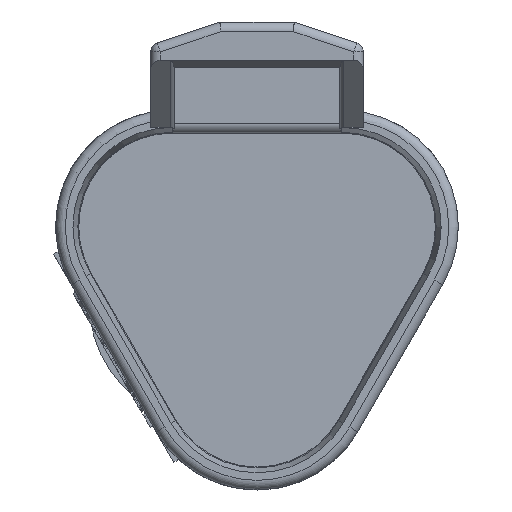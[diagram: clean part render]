
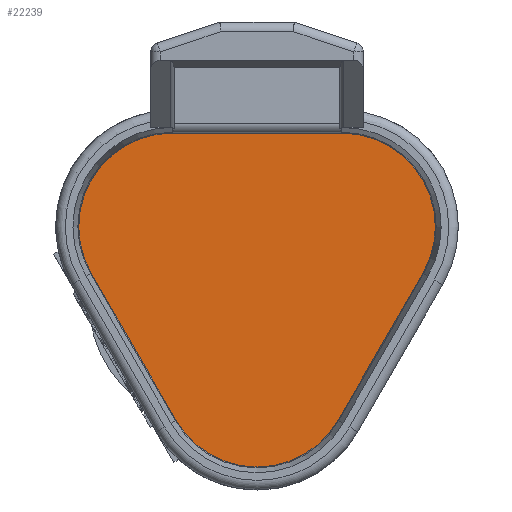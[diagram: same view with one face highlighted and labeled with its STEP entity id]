
A CAD part, front view. The second image highlights one B-rep face of the part: STEP entity #22239.
In plain terms, the highlighted planar face has unit normal (0, -1, 0).
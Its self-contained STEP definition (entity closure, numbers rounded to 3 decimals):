
#7244=CARTESIAN_POINT('',(-4.429,16.13,2.557));
#7245=DIRECTION('',(0.,-1.,0.));
#7246=DIRECTION('',(0.,0.,1.));
#7247=AXIS2_PLACEMENT_3D('',#7244,#7245,#7246);
#7249=DIRECTION('',(-1.,0.,0.));
#7250=VECTOR('',#7249,8.858);
#7251=CARTESIAN_POINT('',(4.429,16.13,7.437));
#7252=LINE('',#7251,#7250);
#7253=CARTESIAN_POINT('',(4.429,16.13,2.557));
#7254=DIRECTION('',(0.,-1.,0.));
#7255=DIRECTION('',(0.866,0.,-0.5));
#7256=AXIS2_PLACEMENT_3D('',#7253,#7254,#7255);
#7258=DIRECTION('',(0.5,0.,0.866));
#7259=VECTOR('',#7258,8.858);
#7260=CARTESIAN_POINT('',(4.226,16.13,-7.554));
#7261=LINE('',#7260,#7259);
#7262=CARTESIAN_POINT('',(0.,16.13,-5.114));
#7263=DIRECTION('',(0.,-1.,0.));
#7264=DIRECTION('',(-0.866,0.,-0.5));
#7265=AXIS2_PLACEMENT_3D('',#7262,#7263,#7264);
#7267=DIRECTION('',(0.5,0.,-0.866));
#7268=VECTOR('',#7267,8.858);
#7269=CARTESIAN_POINT('',(-8.655,16.13,0.117));
#7270=LINE('',#7269,#7268);
#9923=CARTESIAN_POINT('',(-4.429,16.13,7.437));
#9924=CARTESIAN_POINT('',(-8.655,16.13,0.117));
#9925=VERTEX_POINT('',#9923);
#9926=VERTEX_POINT('',#9924);
#9927=CARTESIAN_POINT('',(-4.226,16.13,-7.554));
#9928=VERTEX_POINT('',#9927);
#9929=CARTESIAN_POINT('',(4.226,16.13,-7.554));
#9930=VERTEX_POINT('',#9929);
#9931=CARTESIAN_POINT('',(8.655,16.13,0.117));
#9932=VERTEX_POINT('',#9931);
#9933=CARTESIAN_POINT('',(4.429,16.13,7.437));
#9934=VERTEX_POINT('',#9933);
#22226=CARTESIAN_POINT('',(0.,16.13,0.));
#22227=DIRECTION('',(0.,-1.,0.));
#22228=DIRECTION('',(-1.,0.,0.));
#22229=AXIS2_PLACEMENT_3D('',#22226,#22227,#22228);
#22230=PLANE('',#22229);
#22231=ORIENTED_EDGE('',*,*,#22206,.F.);
#22232=ORIENTED_EDGE('',*,*,#14705,.F.);
#22233=ORIENTED_EDGE('',*,*,#14725,.F.);
#22234=ORIENTED_EDGE('',*,*,#22109,.F.);
#22235=ORIENTED_EDGE('',*,*,#22124,.F.);
#22236=ORIENTED_EDGE('',*,*,#22192,.F.);
#22237=EDGE_LOOP('',(#22231,#22232,#22233,#22234,#22235,#22236));
#22238=FACE_OUTER_BOUND('',#22237,.F.);
#22239=ADVANCED_FACE('',(#22238),#22230,.T.);
#7248=CIRCLE('',#7247,4.88);
#7257=CIRCLE('',#7256,4.88);
#7266=CIRCLE('',#7265,4.88);
#14705=EDGE_CURVE('',#9934,#9925,#7252,.T.);
#14725=EDGE_CURVE('',#9932,#9934,#7257,.T.);
#22109=EDGE_CURVE('',#9930,#9932,#7261,.T.);
#22124=EDGE_CURVE('',#9928,#9930,#7266,.T.);
#22192=EDGE_CURVE('',#9926,#9928,#7270,.T.);
#22206=EDGE_CURVE('',#9925,#9926,#7248,.T.);
